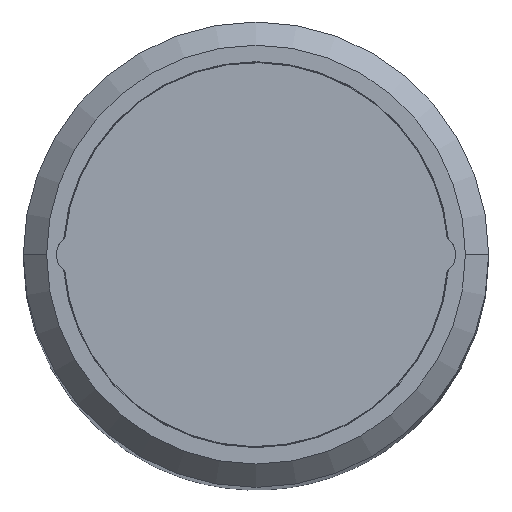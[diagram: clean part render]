
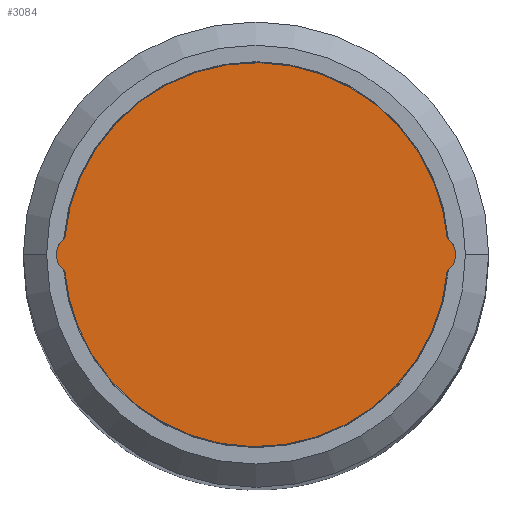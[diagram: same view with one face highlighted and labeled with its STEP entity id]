
A CAD part, top view. The second image highlights one B-rep face of the part: STEP entity #3084.
In plain terms, the highlighted face is planar.
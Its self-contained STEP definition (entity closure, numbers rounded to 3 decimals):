
#1833=CARTESIAN_POINT('',(4.65,0.,0.));
#1834=DIRECTION('',(0.,0.,-1.));
#1835=DIRECTION('',(0.566,0.825,0.));
#1836=AXIS2_PLACEMENT_3D('',#1833,#1834,#1835);
#1841=CARTESIAN_POINT('',(0.,0.,0.));
#1842=DIRECTION('',(0.,0.,-1.));
#1843=DIRECTION('',(-0.855,0.519,0.));
#1844=AXIS2_PLACEMENT_3D('',#1841,#1842,#1843);
#1849=CARTESIAN_POINT('',(0.,0.,0.));
#1850=DIRECTION('',(0.,0.,-1.));
#1851=DIRECTION('',(-0.997,0.083,0.));
#1852=AXIS2_PLACEMENT_3D('',#1849,#1850,#1851);
#1857=CARTESIAN_POINT('',(-4.65,0.,0.));
#1858=DIRECTION('',(0.,0.,-1.));
#1859=DIRECTION('',(-0.566,-0.825,0.));
#1860=AXIS2_PLACEMENT_3D('',#1857,#1858,#1859);
#1865=CARTESIAN_POINT('',(0.,0.,0.));
#1866=DIRECTION('',(0.,0.,-1.));
#1867=DIRECTION('',(0.855,-0.519,0.));
#1868=AXIS2_PLACEMENT_3D('',#1865,#1866,#1867);
#1873=CARTESIAN_POINT('',(0.,0.,0.));
#1874=DIRECTION('',(0.,0.,-1.));
#1875=DIRECTION('',(0.997,-0.083,0.));
#1876=AXIS2_PLACEMENT_3D('',#1873,#1874,#1875);
#1985=CARTESIAN_POINT('',(4.933,0.412,0.));
#1986=CARTESIAN_POINT('',(4.933,-0.412,0.));
#1987=VERTEX_POINT('',#1985);
#1988=VERTEX_POINT('',#1986);
#1989=CARTESIAN_POINT('',(-4.933,-0.412,0.));
#1990=CARTESIAN_POINT('',(-4.933,0.412,0.));
#1991=VERTEX_POINT('',#1989);
#1992=VERTEX_POINT('',#1990);
#2096=CARTESIAN_POINT('',(-4.232,2.568,0.));
#2098=VERTEX_POINT('',#2096);
#2100=CARTESIAN_POINT('',(4.232,-2.568,0.));
#2102=VERTEX_POINT('',#2100);
#3069=CARTESIAN_POINT('',(0.,0.,0.));
#3070=DIRECTION('',(0.,0.,1.));
#3071=DIRECTION('',(1.,0.,0.));
#3072=AXIS2_PLACEMENT_3D('',#3069,#3070,#3071);
#3073=PLANE('',#3072);
#3075=ORIENTED_EDGE('',*,*,#3074,.F.);
#3076=ORIENTED_EDGE('',*,*,#3015,.F.);
#3077=ORIENTED_EDGE('',*,*,#3056,.F.);
#3079=ORIENTED_EDGE('',*,*,#3078,.F.);
#3080=ORIENTED_EDGE('',*,*,#3046,.F.);
#3081=ORIENTED_EDGE('',*,*,#3025,.F.);
#3082=EDGE_LOOP('',(#3075,#3076,#3077,#3079,#3080,#3081));
#3083=FACE_OUTER_BOUND('',#3082,.F.);
#3084=ADVANCED_FACE('',(#3083),#3073,.F.);
#1837=CIRCLE('',#1836,0.5);
#1845=CIRCLE('',#1844,4.95);
#1853=CIRCLE('',#1852,4.95);
#1861=CIRCLE('',#1860,0.5);
#1869=CIRCLE('',#1868,4.95);
#1877=CIRCLE('',#1876,4.95);
#3015=EDGE_CURVE('',#2098,#1987,#1845,.T.);
#3025=EDGE_CURVE('',#1988,#2102,#1877,.T.);
#3046=EDGE_CURVE('',#2102,#1991,#1869,.T.);
#3056=EDGE_CURVE('',#1992,#2098,#1853,.T.);
#3074=EDGE_CURVE('',#1987,#1988,#1837,.T.);
#3078=EDGE_CURVE('',#1991,#1992,#1861,.T.);
